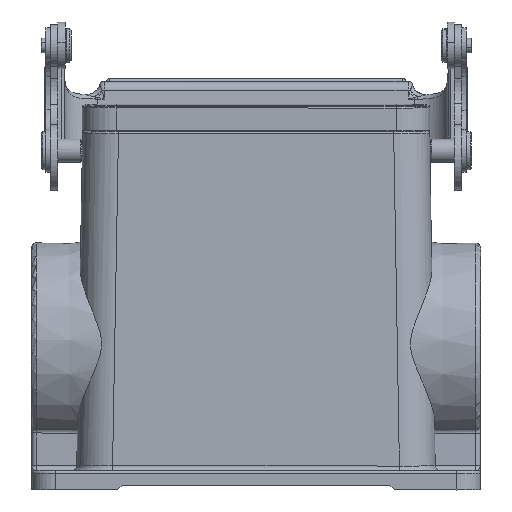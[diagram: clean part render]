
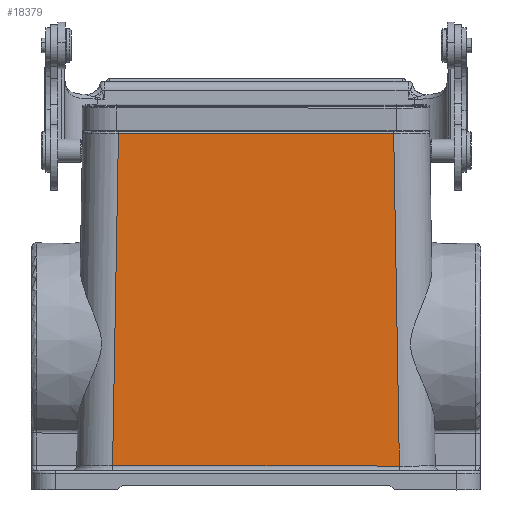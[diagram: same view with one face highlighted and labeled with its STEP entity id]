
A CAD part, top view. The second image highlights one B-rep face of the part: STEP entity #18379.
In plain terms, the highlighted planar face has unit normal (0, 0.009, 1).
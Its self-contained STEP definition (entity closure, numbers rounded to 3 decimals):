
#2104=DIRECTION('',(0.017,-1.,0.009));
#2105=VECTOR('',#2104,69.547);
#2106=CARTESIAN_POINT('',(75.819,51.278,0.004));
#2107=LINE('',#2106,#2105);
#2108=DIRECTION('',(0.018,1.,-0.009));
#2109=VECTOR('',#2108,69.547);
#2110=CARTESIAN_POINT('',(16.964,-18.238,
0.611));
#2111=LINE('',#2110,#2109);
#5070=DIRECTION('',(-1.,0.,0.));
#5071=VECTOR('',#5070,57.619);
#5072=CARTESIAN_POINT('',(75.819,51.278,0.004));
#5073=LINE('',#5072,#5071);
#5505=DIRECTION('',(1.,0.,0.));
#5506=VECTOR('',#5505,60.047);
#5507=CARTESIAN_POINT('',(16.964,-18.238,
0.611));
#5508=LINE('',#5507,#5506);
#13978=CARTESIAN_POINT('',(16.964,-18.238,
0.611));
#13979=CARTESIAN_POINT('',(18.199,51.295,
0.004));
#13980=VERTEX_POINT('',#13978);
#13981=VERTEX_POINT('',#13979);
#13985=CARTESIAN_POINT('',(75.819,51.278,
0.004));
#13986=CARTESIAN_POINT('',(77.011,-18.257,
0.611));
#13987=VERTEX_POINT('',#13985);
#13988=VERTEX_POINT('',#13986);
#18365=CARTESIAN_POINT('',(46.998,16.519,
0.308));
#18366=DIRECTION('',(0.,0.009,1.));
#18367=DIRECTION('',(0.,-1.,0.009));
#18368=AXIS2_PLACEMENT_3D('',#18365,#18366,#18367);
#18369=PLANE('',#18368);
#18371=ORIENTED_EDGE('',*,*,#18370,.T.);
#18373=ORIENTED_EDGE('',*,*,#18372,.F.);
#18374=ORIENTED_EDGE('',*,*,#18351,.T.);
#18376=ORIENTED_EDGE('',*,*,#18375,.F.);
#18377=EDGE_LOOP('',(#18371,#18373,#18374,#18376));
#18378=FACE_OUTER_BOUND('',#18377,.F.);
#18351=EDGE_CURVE('',#13980,#13981,#2111,.T.);
#18370=EDGE_CURVE('',#13987,#13988,#2107,.T.);
#18372=EDGE_CURVE('',#13980,#13988,#5508,.T.);
#18375=EDGE_CURVE('',#13987,#13981,#5073,.T.);
#18379=ADVANCED_FACE('',(#18378),#18369,.T.);
